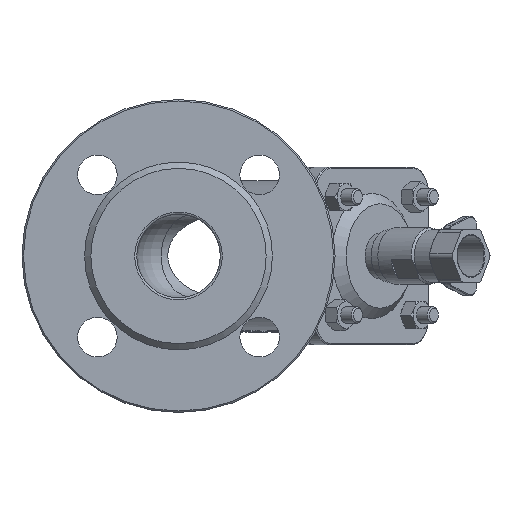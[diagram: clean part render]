
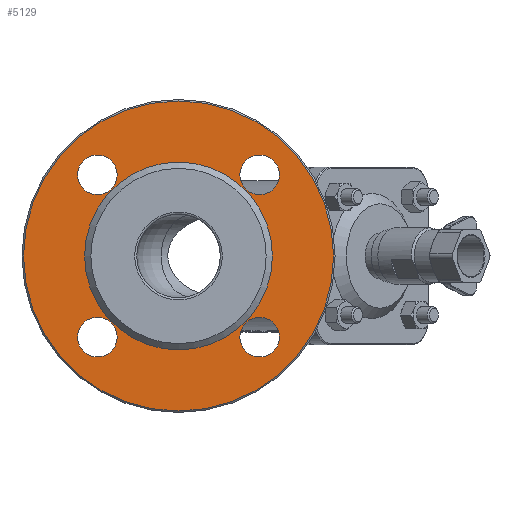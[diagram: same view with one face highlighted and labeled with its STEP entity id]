
A CAD part, left-side view. The second image highlights one B-rep face of the part: STEP entity #5129.
In plain terms, the highlighted planar face has unit normal (-1, 0, 0).
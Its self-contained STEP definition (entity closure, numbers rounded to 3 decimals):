
#163=PLANE('',#5604);
#283=FACE_BOUND('',#914,.T.);
#284=FACE_BOUND('',#915,.T.);
#285=FACE_BOUND('',#916,.T.);
#286=FACE_BOUND('',#917,.T.);
#287=FACE_BOUND('',#918,.T.);
#586=FACE_OUTER_BOUND('',#913,.T.);
#913=EDGE_LOOP('',(#3538));
#914=EDGE_LOOP('',(#3539));
#915=EDGE_LOOP('',(#3540));
#916=EDGE_LOOP('',(#3541));
#917=EDGE_LOOP('',(#3542));
#918=EDGE_LOOP('',(#3543));
#1299=CIRCLE('',#5603,45.);
#1300=CIRCLE('',#5605,74.3);
#1301=CIRCLE('',#5606,9.5);
#1302=CIRCLE('',#5607,9.5);
#1303=CIRCLE('',#5608,9.5);
#1304=CIRCLE('',#5609,9.5);
#2158=VERTEX_POINT('',#8738);
#2159=VERTEX_POINT('',#8742);
#2160=VERTEX_POINT('',#8744);
#2161=VERTEX_POINT('',#8746);
#2162=VERTEX_POINT('',#8748);
#2163=VERTEX_POINT('',#8750);
#2675=EDGE_CURVE('',#2158,#2158,#1299,.T.);
#2677=EDGE_CURVE('',#2159,#2159,#1300,.T.);
#2678=EDGE_CURVE('',#2160,#2160,#1301,.T.);
#2679=EDGE_CURVE('',#2161,#2161,#1302,.T.);
#2680=EDGE_CURVE('',#2162,#2162,#1303,.T.);
#2681=EDGE_CURVE('',#2163,#2163,#1304,.T.);
#3538=ORIENTED_EDGE('',*,*,#2677,.F.);
#3539=ORIENTED_EDGE('',*,*,#2678,.T.);
#3540=ORIENTED_EDGE('',*,*,#2679,.T.);
#3541=ORIENTED_EDGE('',*,*,#2680,.T.);
#3542=ORIENTED_EDGE('',*,*,#2681,.T.);
#3543=ORIENTED_EDGE('',*,*,#2675,.F.);
#5129=ADVANCED_FACE('',(#586,#283,#284,#285,#286,#287),#163,.F.);
#5603=AXIS2_PLACEMENT_3D('',#8739,#6369,#6370);
#5604=AXIS2_PLACEMENT_3D('',#8741,#6372,#6373);
#5605=AXIS2_PLACEMENT_3D('',#8743,#6374,#6375);
#5606=AXIS2_PLACEMENT_3D('',#8745,#6376,#6377);
#5607=AXIS2_PLACEMENT_3D('',#8747,#6378,#6379);
#5608=AXIS2_PLACEMENT_3D('',#8749,#6380,#6381);
#5609=AXIS2_PLACEMENT_3D('',#8751,#6382,#6383);
#6369=DIRECTION('center_axis',(-1.,0.,0.));
#6370=DIRECTION('ref_axis',(0.,0.,1.));
#6372=DIRECTION('center_axis',(1.,0.,0.));
#6373=DIRECTION('ref_axis',(0.,0.,-1.));
#6374=DIRECTION('center_axis',(1.,0.,0.));
#6375=DIRECTION('ref_axis',(0.,1.,0.));
#6376=DIRECTION('center_axis',(1.,0.,0.));
#6377=DIRECTION('ref_axis',(0.,-1.,0.));
#6378=DIRECTION('center_axis',(1.,0.,0.));
#6379=DIRECTION('ref_axis',(0.,-1.,0.));
#6380=DIRECTION('center_axis',(1.,0.,0.));
#6381=DIRECTION('ref_axis',(0.,-1.,0.));
#6382=DIRECTION('center_axis',(1.,0.,0.));
#6383=DIRECTION('ref_axis',(0.,-1.,0.));
#8738=CARTESIAN_POINT('',(-179.,0.,-45.));
#8739=CARTESIAN_POINT('Origin',(-179.,0.,0.));
#8741=CARTESIAN_POINT('Origin',(-179.,0.,0.));
#8742=CARTESIAN_POINT('',(-179.,-74.3,0.));
#8743=CARTESIAN_POINT('Origin',(-179.,0.,0.));
#8744=CARTESIAN_POINT('',(-179.,-29.391,-38.891));
#8745=CARTESIAN_POINT('Origin',(-179.,-38.891,-38.891));
#8746=CARTESIAN_POINT('',(-179.,-29.391,38.891));
#8747=CARTESIAN_POINT('Origin',(-179.,-38.891,38.891));
#8748=CARTESIAN_POINT('',(-179.,48.391,38.891));
#8749=CARTESIAN_POINT('Origin',(-179.,38.891,38.891));
#8750=CARTESIAN_POINT('',(-179.,48.391,-38.891));
#8751=CARTESIAN_POINT('Origin',(-179.,38.891,-38.891));
